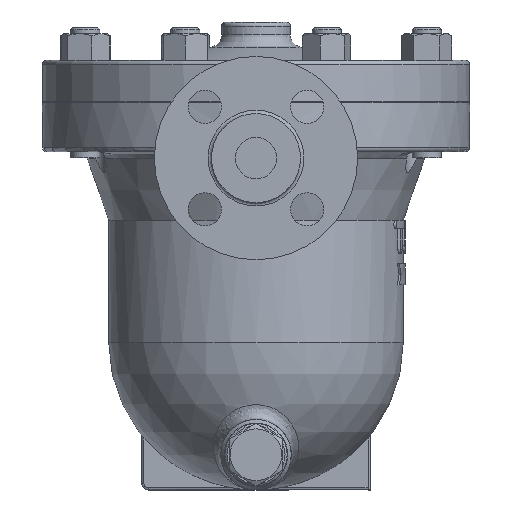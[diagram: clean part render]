
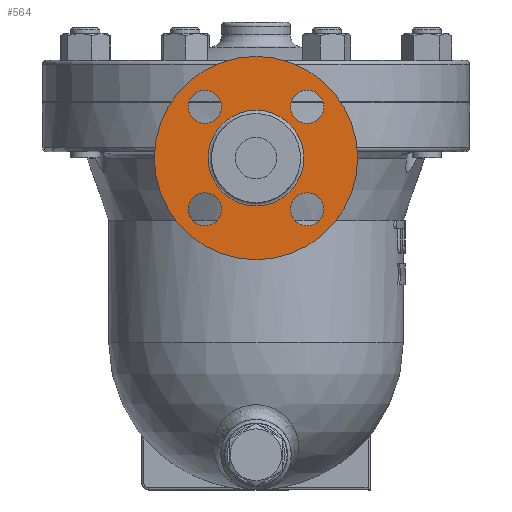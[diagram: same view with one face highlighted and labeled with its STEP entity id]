
A CAD part, left-side view. The second image highlights one B-rep face of the part: STEP entity #564.
In plain terms, the highlighted free-form (B-spline) face has degree [1, 1] with [2, 2] control points.
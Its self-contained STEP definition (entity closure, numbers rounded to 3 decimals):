
#418=CARTESIAN_POINT('',(-160.4,0.0,46.));
#419=VERTEX_POINT('',#418);
#420=CARTESIAN_POINT('',(-160.4,0.0,-3.));
#421=DIRECTION('',(-1.0,0.0,0.0));
#422=DIRECTION('',(0.0,0.0,1.0));
#423=AXIS2_PLACEMENT_3D('',#420,#421,#422);
#424=CIRCLE('',#423,49.0);
#425=EDGE_CURVE('',#419,#419,#424,.T.);
#486=CARTESIAN_POINT('',(-160.4,0.,20.05));
#487=VERTEX_POINT('',#486);
#488=CARTESIAN_POINT('',(-160.4,0.0,-3.));
#489=DIRECTION('',(-1.0,0.0,0.0));
#490=DIRECTION('',(0.0,0.0,-1.0));
#491=AXIS2_PLACEMENT_3D('',#488,#489,#490);
#492=CIRCLE('',#491,23.05);
#493=EDGE_CURVE('',#487,#487,#492,.T.);
#509=CARTESIAN_POINT('',(-160.4,49.0,46.));
#510=CARTESIAN_POINT('',(-160.4,49.0,-52.));
#511=CARTESIAN_POINT('',(-160.4,-49.0,46.));
#512=CARTESIAN_POINT('',(-160.4,-49.0,-52.));
#513=B_SPLINE_SURFACE_WITH_KNOTS('',1,1,((#509,#511),(#510,#512)),.UNSPECIFIED.,.F.,.F.,.U.,(2,2),(2,2),(0.0,98.0),(0.0,98.0),.UNSPECIFIED.);
#514=ORIENTED_EDGE('',*,*,#425,.T.);
#515=EDGE_LOOP('',(#514));
#516=FACE_OUTER_BOUND('',#515,.T.);
#517=CARTESIAN_POINT('',(-160.4,24.713,13.713));
#518=VERTEX_POINT('',#517);
#519=CARTESIAN_POINT('',(-160.4,24.713,21.713));
#520=DIRECTION('',(1.0,0.0,0.0));
#521=DIRECTION('',(0.0,0.0,-1.0));
#522=AXIS2_PLACEMENT_3D('',#519,#520,#521);
#523=CIRCLE('',#522,8.0);
#524=EDGE_CURVE('',#518,#518,#523,.T.);
#525=ORIENTED_EDGE('',*,*,#524,.T.);
#526=EDGE_LOOP('',(#525));
#527=FACE_BOUND('',#526,.T.);
#528=CARTESIAN_POINT('',(-160.4,16.713,-27.713));
#529=VERTEX_POINT('',#528);
#530=CARTESIAN_POINT('',(-160.4,24.713,-27.713));
#531=DIRECTION('',(1.0,0.0,0.0));
#532=DIRECTION('',(0.0,-1.0,0.0));
#533=AXIS2_PLACEMENT_3D('',#530,#531,#532);
#534=CIRCLE('',#533,8.0);
#535=EDGE_CURVE('',#529,#529,#534,.T.);
#536=ORIENTED_EDGE('',*,*,#535,.T.);
#537=EDGE_LOOP('',(#536));
#538=FACE_BOUND('',#537,.T.);
#539=CARTESIAN_POINT('',(-160.4,-24.713,-19.713));
#540=VERTEX_POINT('',#539);
#541=CARTESIAN_POINT('',(-160.4,-24.713,-27.713));
#542=DIRECTION('',(1.0,0.0,0.0));
#543=DIRECTION('',(0.0,0.0,1.0));
#544=AXIS2_PLACEMENT_3D('',#541,#542,#543);
#545=CIRCLE('',#544,8.0);
#546=EDGE_CURVE('',#540,#540,#545,.T.);
#547=ORIENTED_EDGE('',*,*,#546,.T.);
#548=EDGE_LOOP('',(#547));
#549=FACE_BOUND('',#548,.T.);
#550=CARTESIAN_POINT('',(-160.4,-16.713,21.713));
#551=VERTEX_POINT('',#550);
#552=CARTESIAN_POINT('',(-160.4,-24.713,21.713));
#553=DIRECTION('',(1.0,0.0,0.0));
#554=DIRECTION('',(0.0,1.0,0.0));
#555=AXIS2_PLACEMENT_3D('',#552,#553,#554);
#556=CIRCLE('',#555,8.0);
#557=EDGE_CURVE('',#551,#551,#556,.T.);
#558=ORIENTED_EDGE('',*,*,#557,.T.);
#559=EDGE_LOOP('',(#558));
#560=FACE_BOUND('',#559,.T.);
#561=ORIENTED_EDGE('',*,*,#493,.F.);
#562=EDGE_LOOP('',(#561));
#563=FACE_BOUND('',#562,.T.);
#564=ADVANCED_FACE('',(#516,#527,#538,#549,#560,#563),#513,.T.);
